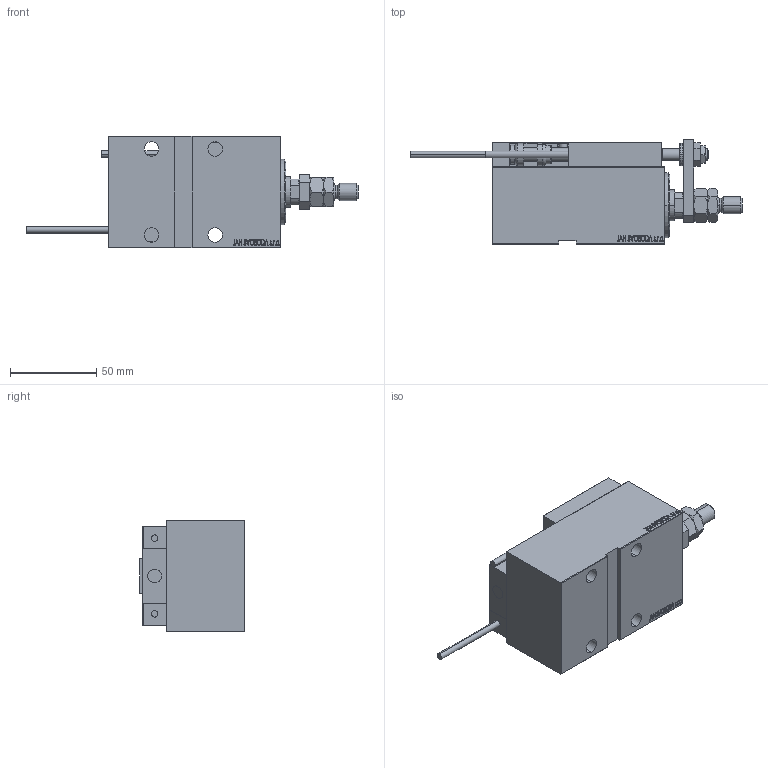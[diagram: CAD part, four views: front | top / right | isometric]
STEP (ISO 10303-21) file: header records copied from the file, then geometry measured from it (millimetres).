
FILE_DESCRIPTION (( 'STEP AP203' ), '1' );
FILE_NAME ('b047.STEP', '2021-04-20T14:00:53', ( '' ), ( '' ), 'SwSTEP 2.0', 'SolidWorks 2019', '' );
FILE_SCHEMA (( 'CONFIG_CONTROL_DESIGN' ));
Length unit declared in the file: millimetre
Products named in the file (17): V450CM_E 2fac305868bcfaeb7d022002b0e83fee; SWITCH X 2fac305868bcfaeb7d022002b0e83fee; X_Y_MTA 2fac305868bcfaeb7d022002b0e83fee; SWITCH_X_FRONT_BACK 2fac305868bcfaeb7d022002b0e83fee; MAGNET 2fac305868bcfaeb7d022002b0e83fee; TYC_L79 2fac305868bcfaeb7d022002b0e83fee; SWITCH DIM B,W 2fac305868bcfaeb7d022002b0e83fee; Block 2fac305868bcfaeb7d022002b0e83fee; ALLEN BOLT D8 2fac305868bcfaeb7d022002b0e83fee; V450CM_VC_B 2fac305868bcfaeb7d022002b0e83fee; ZARAZKA 2fac305868bcfaeb7d022002b0e83fee; b047; NUT_D12 2fac305868bcfaeb7d022002b0e83fee; NUT_D10 2fac305868bcfaeb7d022002b0e83fee; KONCOVKA 2fac305868bcfaeb7d022002b0e83fee; V450CM_E_VCP 2fac305868bcfaeb7d022002b0e83fee; ALLEN BOLT D5 2fac305868bcfaeb7d022002b0e83fee
Assembly tree (26 placements, depth 3):
  b047
    V450CM_E 2fac305868bcfaeb7d022002b0e83fee
    V450CM_E_VCP 2fac305868bcfaeb7d022002b0e83fee
    V450CM_VC_B 2fac305868bcfaeb7d022002b0e83fee
    SWITCH X 2fac305868bcfaeb7d022002b0e83fee
      SWITCH_X_FRONT_BACK 2fac305868bcfaeb7d022002b0e83fee  x2
      TYC_L79 2fac305868bcfaeb7d022002b0e83fee
      Block 2fac305868bcfaeb7d022002b0e83fee  x2
      ALLEN BOLT D5 2fac305868bcfaeb7d022002b0e83fee  x4
      ALLEN BOLT D8 2fac305868bcfaeb7d022002b0e83fee  x4
      MAGNET 2fac305868bcfaeb7d022002b0e83fee  x2
      KONCOVKA 2fac305868bcfaeb7d022002b0e83fee  x2
    SWITCH DIM B,W 2fac305868bcfaeb7d022002b0e83fee
    ZARAZKA 2fac305868bcfaeb7d022002b0e83fee
    NUT_D10 2fac305868bcfaeb7d022002b0e83fee
    NUT_D12 2fac305868bcfaeb7d022002b0e83fee
    X_Y_MTA 2fac305868bcfaeb7d022002b0e83fee
Bounding box: 193 x 60.5 x 65 mm (x, y, z)
Volume: 318076.8 mm3; surface area: 79072.9 mm2
Topology: 25 solids, 25 shells, 1329 faces, 3170 edges, 2016 vertices
Faces by surface type: plane 582, bspline 380, cylinder 176, cone 141, torus 46, sphere 4
Entity records: 51244 total; most frequent: CARTESIAN_POINT 25874, ORIENTED_EDGE 5360, DIRECTION 3613, EDGE_CURVE 2680, VERTEX_POINT 1740, VECTOR 1519, LINE 1519, EDGE_LOOP 1234
